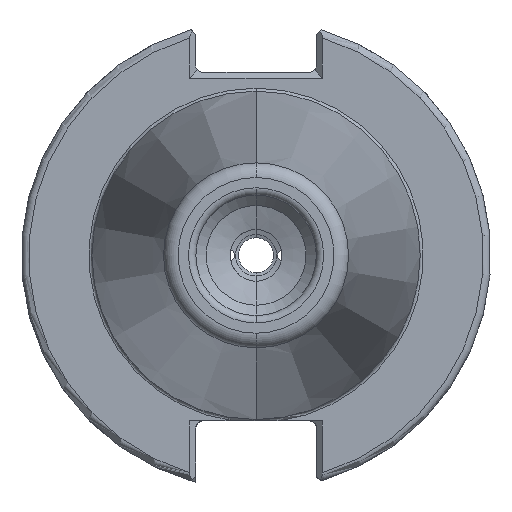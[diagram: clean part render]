
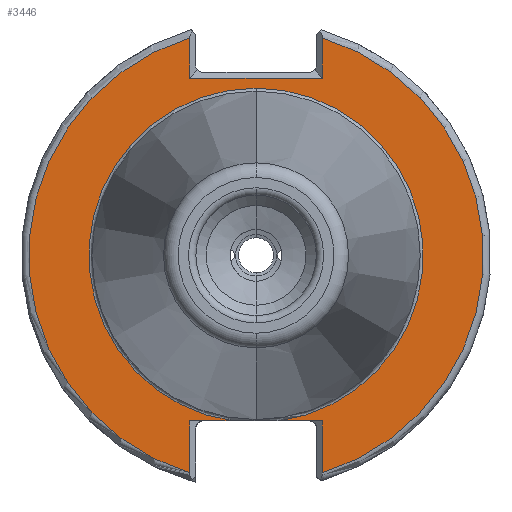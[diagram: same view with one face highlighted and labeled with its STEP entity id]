
A CAD part, left-side view. The second image highlights one B-rep face of the part: STEP entity #3446.
In plain terms, the highlighted planar face has unit normal (-1, 0, 0).
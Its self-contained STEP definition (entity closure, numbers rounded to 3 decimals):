
#183 = VERTEX_POINT ( 'NONE', #3959 ) ;
#245 = DIRECTION ( 'NONE',  ( 0., 0., 1. ) ) ;
#397 = LINE ( 'NONE', #3769, #2412 ) ;
#401 = CIRCLE ( 'NONE', #1606, 22.625 ) ;
#440 = CARTESIAN_POINT ( 'NONE',  ( -76.82, 8.99, 0. ) ) ;
#445 = CARTESIAN_POINT ( 'NONE',  ( -76.82, 0., 24. ) ) ;
#446 = DIRECTION ( 'NONE',  ( 1., 0., 0. ) ) ;
#503 = CARTESIAN_POINT ( 'NONE',  ( -76.82, 0., 0. ) ) ;
#570 = CARTESIAN_POINT ( 'NONE',  ( -76.82, 8.99, 30.701 ) ) ;
#591 = DIRECTION ( 'NONE',  ( -1., 0., 0. ) ) ;
#692 = CARTESIAN_POINT ( 'NONE',  ( -76.82, 0., 22.625 ) ) ;
#730 = DIRECTION ( 'NONE',  ( 0., -1., 0. ) ) ;
#760 = VERTEX_POINT ( 'NONE', #692 ) ;
#882 = DIRECTION ( 'NONE',  ( 0., 0., -1. ) ) ;
#947 = DIRECTION ( 'NONE',  ( 0., 0., 1. ) ) ;
#987 = CARTESIAN_POINT ( 'NONE',  ( -76.82, 0., 0. ) ) ;
#1036 = VECTOR ( 'NONE', #3488, 1000. ) ;
#1055 = EDGE_CURVE ( 'NONE', #760, #2339, #401, .T. ) ;
#1069 = AXIS2_PLACEMENT_3D ( 'NONE', #2857, #591, #3250 ) ;
#1175 = LINE ( 'NONE', #1548, #4056 ) ;
#1256 = CARTESIAN_POINT ( 'NONE',  ( -76.82, 8.99, -29.433 ) ) ;
#1287 = LINE ( 'NONE', #445, #3188 ) ;
#1294 = DIRECTION ( 'NONE',  ( 0., 0., -1. ) ) ;
#1316 = ORIENTED_EDGE ( 'NONE', *, *, #4189, .T. ) ;
#1369 = DIRECTION ( 'NONE',  ( 0., 0., 1. ) ) ;
#1446 = ORIENTED_EDGE ( 'NONE', *, *, #3994, .T. ) ;
#1548 = CARTESIAN_POINT ( 'NONE',  ( -76.82, -8.19, -22.41 ) ) ;
#1572 = EDGE_CURVE ( 'NONE', #3576, #760, #1881, .T. ) ;
#1588 = CARTESIAN_POINT ( 'NONE',  ( -76.82, -8.99, 0. ) ) ;
#1606 = AXIS2_PLACEMENT_3D ( 'NONE', #987, #3644, #1369 ) ;
#1702 = LINE ( 'NONE', #1588, #3496 ) ;
#1810 = FACE_OUTER_BOUND ( 'NONE', #4675, .T. ) ;
#1820 = EDGE_CURVE ( 'NONE', #3927, #183, #1287, .T. ) ;
#1841 = ORIENTED_EDGE ( 'NONE', *, *, #4092, .T. ) ;
#1881 = CIRCLE ( 'NONE', #4797, 22.625 ) ;
#1920 = EDGE_CURVE ( 'NONE', #3797, #3927, #3943, .T. ) ;
#1930 = LINE ( 'NONE', #440, #1036 ) ;
#1968 = DIRECTION ( 'NONE',  ( 0., 0., -1. ) ) ;
#1971 = VERTEX_POINT ( 'NONE', #2065 ) ;
#2011 = EDGE_CURVE ( 'NONE', #2308, #3797, #3604, .T. ) ;
#2065 = CARTESIAN_POINT ( 'NONE',  ( -76.82, 8.99, 29.433 ) ) ;
#2308 = VERTEX_POINT ( 'NONE', #3826 ) ;
#2310 = DIRECTION ( 'NONE',  ( 0., -1., 0. ) ) ;
#2339 = VERTEX_POINT ( 'NONE', #3098 ) ;
#2365 = EDGE_CURVE ( 'NONE', #3516, #2308, #1702, .T. ) ;
#2382 = ORIENTED_EDGE ( 'NONE', *, *, #1920, .T. ) ;
#2412 = VECTOR ( 'NONE', #730, 1000. ) ;
#2517 = DIRECTION ( 'NONE',  ( -1., 0., 0. ) ) ;
#2576 = CIRCLE ( 'NONE', #2941, 30.775 ) ;
#2629 = AXIS2_PLACEMENT_3D ( 'NONE', #2715, #446, #3104 ) ;
#2706 = EDGE_CURVE ( 'NONE', #3576, #3516, #397, .T. ) ;
#2715 = CARTESIAN_POINT ( 'NONE',  ( -76.82, 0., 0. ) ) ;
#2735 = ORIENTED_EDGE ( 'NONE', *, *, #2365, .T. ) ;
#2792 = CARTESIAN_POINT ( 'NONE',  ( -76.82, -8.99, 24.8 ) ) ;
#2796 = EDGE_CURVE ( 'NONE', #3933, #2339, #1175, .T. ) ;
#2806 = ORIENTED_EDGE ( 'NONE', *, *, #2706, .T. ) ;
#2857 = CARTESIAN_POINT ( 'NONE',  ( -76.82, 0., 0. ) ) ;
#2941 = AXIS2_PLACEMENT_3D ( 'NONE', #503, #3167, #882 ) ;
#2993 = CARTESIAN_POINT ( 'NONE',  ( -76.82, 8.99, -22.41 ) ) ;
#3098 = CARTESIAN_POINT ( 'NONE',  ( -76.82, 3.112, -22.41 ) ) ;
#3104 = DIRECTION ( 'NONE',  ( 0., 0., -1. ) ) ;
#3167 = DIRECTION ( 'NONE',  ( -1., 0., 0. ) ) ;
#3188 = VECTOR ( 'NONE', #4594, 1000. ) ;
#3237 = VECTOR ( 'NONE', #947, 1000. ) ;
#3250 = DIRECTION ( 'NONE',  ( 0., 0., -1. ) ) ;
#3386 = CARTESIAN_POINT ( 'NONE',  ( -76.82, -8.99, 24. ) ) ;
#3446 = ADVANCED_FACE ( 'NONE', ( #1810 ), #4595, .F. ) ;
#3462 = ORIENTED_EDGE ( 'NONE', *, *, #2796, .T. ) ;
#3488 = DIRECTION ( 'NONE',  ( 0., 0., 1. ) ) ;
#3496 = VECTOR ( 'NONE', #1968, 1000. ) ;
#3516 = VERTEX_POINT ( 'NONE', #3889 ) ;
#3569 = CARTESIAN_POINT ( 'NONE',  ( -76.82, -3.112, -22.41 ) ) ;
#3576 = VERTEX_POINT ( 'NONE', #3569 ) ;
#3604 = CIRCLE ( 'NONE', #1069, 30.775 ) ;
#3644 = DIRECTION ( 'NONE',  ( -1., 0., 0. ) ) ;
#3718 = ORIENTED_EDGE ( 'NONE', *, *, #2011, .T. ) ;
#3769 = CARTESIAN_POINT ( 'NONE',  ( -76.82, -8.19, -22.41 ) ) ;
#3797 = VERTEX_POINT ( 'NONE', #4421 ) ;
#3826 = CARTESIAN_POINT ( 'NONE',  ( -76.82, -8.99, -29.433 ) ) ;
#3847 = ORIENTED_EDGE ( 'NONE', *, *, #1820, .T. ) ;
#3889 = CARTESIAN_POINT ( 'NONE',  ( -76.82, -8.99, -22.41 ) ) ;
#3927 = VERTEX_POINT ( 'NONE', #3386 ) ;
#3933 = VERTEX_POINT ( 'NONE', #2993 ) ;
#3943 = LINE ( 'NONE', #2792, #4824 ) ;
#3959 = CARTESIAN_POINT ( 'NONE',  ( -76.82, 8.99, 24. ) ) ;
#3994 = EDGE_CURVE ( 'NONE', #4086, #3933, #1930, .T. ) ;
#4056 = VECTOR ( 'NONE', #2310, 1000. ) ;
#4086 = VERTEX_POINT ( 'NONE', #1256 ) ;
#4092 = EDGE_CURVE ( 'NONE', #1971, #4086, #2576, .T. ) ;
#4189 = EDGE_CURVE ( 'NONE', #183, #1971, #4231, .T. ) ;
#4231 = LINE ( 'NONE', #570, #3237 ) ;
#4379 = ORIENTED_EDGE ( 'NONE', *, *, #1572, .F. ) ;
#4421 = CARTESIAN_POINT ( 'NONE',  ( -76.82, -8.99, 29.433 ) ) ;
#4594 = DIRECTION ( 'NONE',  ( 0., 1., 0. ) ) ;
#4595 = PLANE ( 'NONE',  #2629 ) ;
#4675 = EDGE_LOOP ( 'NONE', ( #1316, #1841, #1446, #3462, #4736, #4379, #2806, #2735, #3718, #2382, #3847 ) ) ;
#4736 = ORIENTED_EDGE ( 'NONE', *, *, #1055, .F. ) ;
#4775 = CARTESIAN_POINT ( 'NONE',  ( -76.82, 0., 0. ) ) ;
#4797 = AXIS2_PLACEMENT_3D ( 'NONE', #4775, #2517, #245 ) ;
#4824 = VECTOR ( 'NONE', #1294, 1000. ) ;
